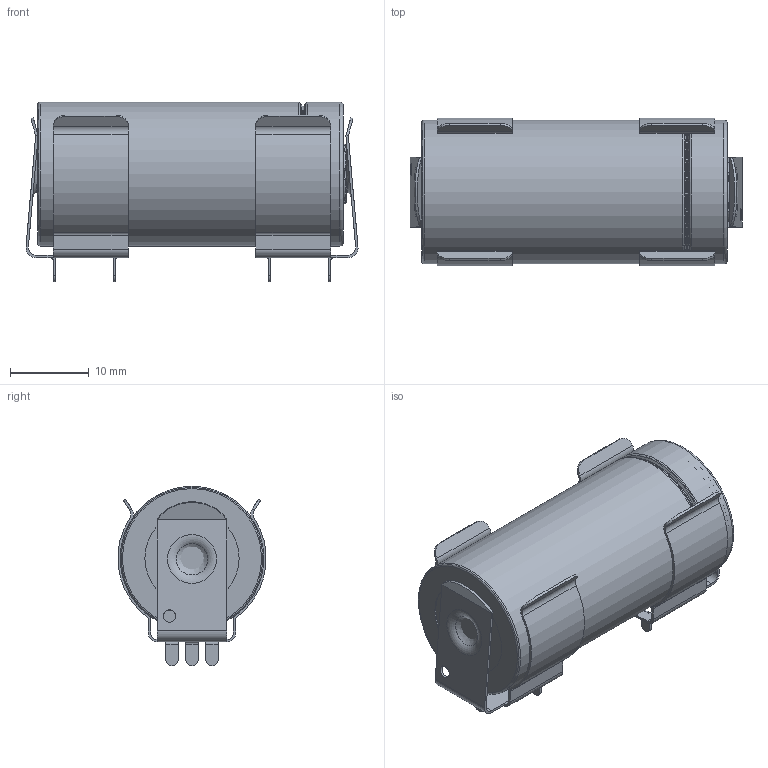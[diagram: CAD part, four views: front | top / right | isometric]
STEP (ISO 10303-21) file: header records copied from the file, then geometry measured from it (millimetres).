
FILE_DESCRIPTION(/* description */ (''),/* implementation_level */ '2;1');
FILE_NAME(/* name */ 'BatteryClip_Keystone_18350_Protected.step',/* time_stamp */ '2024-01-09T08:24:56+09:00',/* author */ (''),/* organization */ (''),/* preprocessor_version */ 'ST-DEVELOPER v20',/* originating_system */ 'Autodesk Translation Framework v12.14.0.127',/* authorisation */ '');
FILE_SCHEMA (('AUTOMOTIVE_DESIGN { 1 0 10303 214 3 1 1 }'));
Length unit declared in the file: millimetre
Products named in the file (3): 18500 holder; Thru-Hole Mount Battery Contacts; 18350 protected
Assembly tree (3 placements, depth 2):
  18500 holder
    Thru-Hole Mount Battery Contacts  x2
    18350 protected
Bounding box: 42.25 x 18.83 x 22.85 mm (x, y, z)
Volume: 10482.1 mm3; surface area: 11753 mm2
Topology: 7 solids, 7 shells, 290 faces, 789 edges, 513 vertices
Faces by surface type: plane 120, cylinder 109, torus 39, cone 16, sphere 4, bspline 2
Full cylindrical faces by diameter (mm): 1.575 x2, 10 x1, 12 x2, 17 x3, 17.003 x1, 17.3 x1, 17.6 x1, 18 x6, 18.3 x2
Entity records: 7005 total; most frequent: CARTESIAN_POINT 1769, ORIENTED_EDGE 1092, DIRECTION 1086, EDGE_CURVE 546, AXIS2_PLACEMENT_3D 430, VERTEX_POINT 355, LINE 226, VECTOR 226
